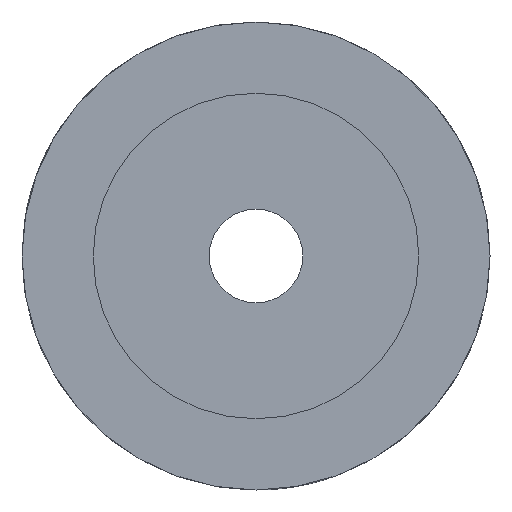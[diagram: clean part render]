
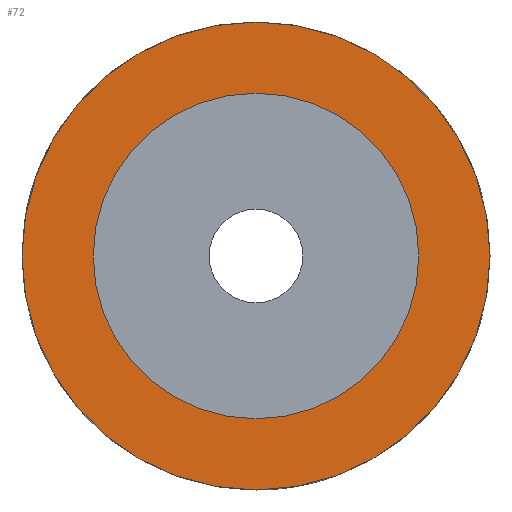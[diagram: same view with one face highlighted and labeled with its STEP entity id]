
A CAD part, front view. The second image highlights one B-rep face of the part: STEP entity #72.
In plain terms, the highlighted planar face has unit normal (0, -1, 0).
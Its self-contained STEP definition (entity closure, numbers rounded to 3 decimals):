
#72=ADVANCED_FACE('',(#136,#137),#90,.F.);
#90=PLANE('',#384);
#136=FACE_BOUND('',#176,.T.);
#137=FACE_BOUND('',#177,.T.);
#176=EDGE_LOOP('',(#236));
#177=EDGE_LOOP('',(#237));
#236=ORIENTED_EDGE('',*,*,#337,.F.);
#237=ORIENTED_EDGE('',*,*,#327,.T.);
#294=VERTEX_POINT('',#641);
#304=VERTEX_POINT('',#837);
#327=EDGE_CURVE('',#294,#294,#351,.T.);
#337=EDGE_CURVE('',#304,#304,#358,.T.);
#351=CIRCLE('',#371,11.5);
#358=CIRCLE('',#383,8.);
#371=AXIS2_PLACEMENT_3D('',#640,#428,#429);
#383=AXIS2_PLACEMENT_3D('',#836,#452,#453);
#384=AXIS2_PLACEMENT_3D('',#838,#454,#455);
#428=DIRECTION('',(0.,-1.,0.));
#429=DIRECTION('',(0.,0.,-1.));
#452=DIRECTION('',(0.,-1.,0.));
#453=DIRECTION('',(0.,0.,-1.));
#454=DIRECTION('',(0.,1.,0.));
#455=DIRECTION('',(0.,0.,1.));
#640=CARTESIAN_POINT('',(0.,11.,0.));
#641=CARTESIAN_POINT('',(0.,11.,-11.5));
#836=CARTESIAN_POINT('',(0.,11.,0.));
#837=CARTESIAN_POINT('',(0.,11.,-8.));
#838=CARTESIAN_POINT('',(-11.5,11.,0.));
